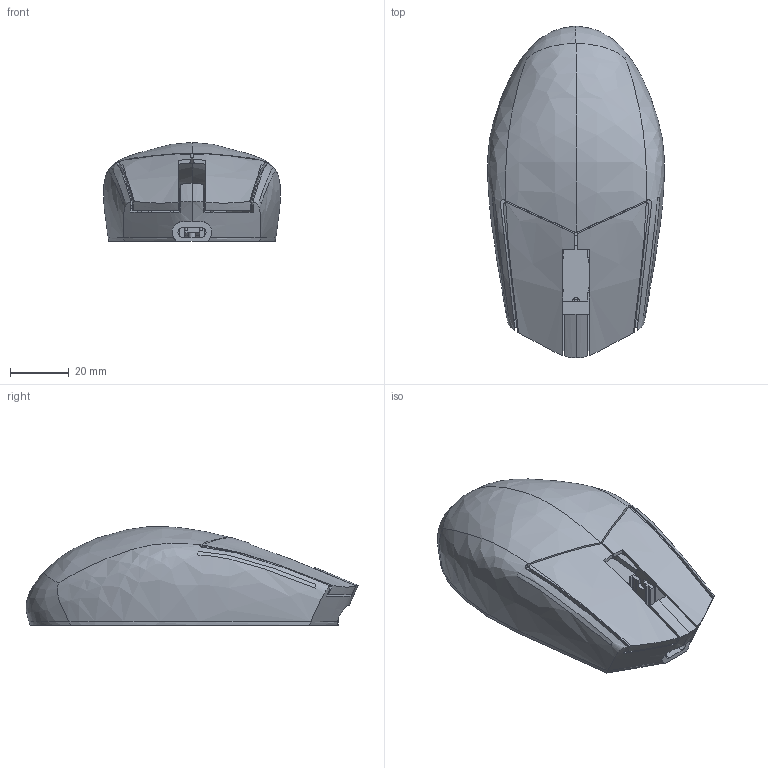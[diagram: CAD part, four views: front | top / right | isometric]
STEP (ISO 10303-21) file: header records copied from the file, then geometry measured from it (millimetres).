
FILE_DESCRIPTION(/* description */ (''),/* implementation_level */ '2;1');
FILE_NAME(/* name */ 'g304mini.step',/* time_stamp */ '2022-09-13T23:52:27+08:00',/* author */ (''),/* organization */ (''),/* preprocessor_version */ 'ST-DEVELOPER v19',/* originating_system */ 'Autodesk Translation Framework v11.7.0.108',/* authorisation */ '');
FILE_SCHEMA (('AUTOMOTIVE_DESIGN { 1 0 10303 214 3 1 1 }'));
Length unit declared in the file: millimetre
Products named in the file (1): g304mini220512
Bounding box: 60.37 x 113.26 x 33.75 mm (x, y, z)
Volume: 29319 mm3; surface area: 48561.6 mm2
Topology: 15 solids, 15 shells, 798 faces, 2133 edges, 1425 vertices
Faces by surface type: plane 587, cylinder 123, bspline 88
Full cylindrical faces by diameter (mm): 0.8 x12, 1.2 x18, 1.9 x8, 2 x6, 2.4 x6, 2.5 x1, 2.9 x2, 3.5 x4, 4 x2, 4.2 x4
Entity records: 37699 total; most frequent: CARTESIAN_POINT 18289, ORIENTED_EDGE 4262, DIRECTION 3456, EDGE_CURVE 2131, VERTEX_POINT 1425, LINE 1410, VECTOR 1410, AXIS2_PLACEMENT_3D 1023
